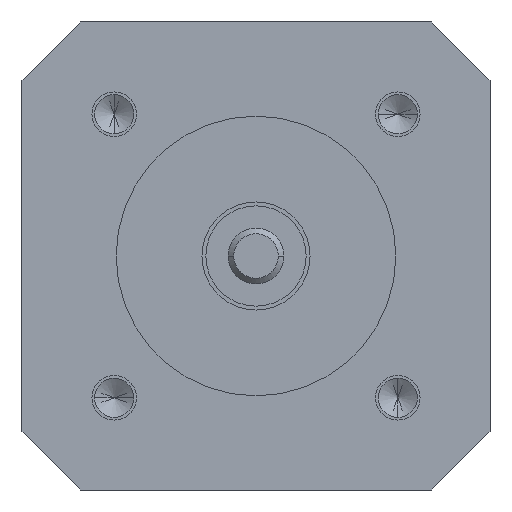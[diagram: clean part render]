
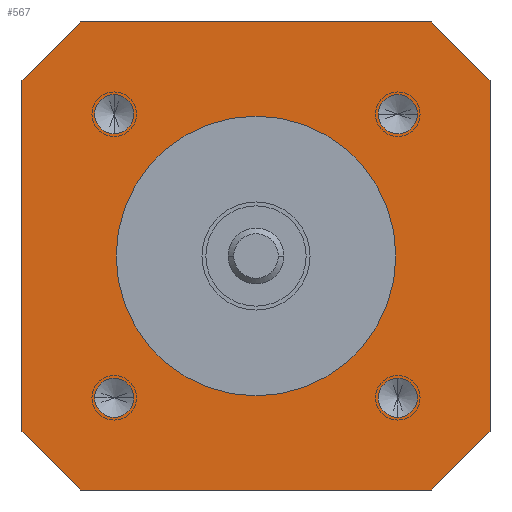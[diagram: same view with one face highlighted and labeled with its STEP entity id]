
A CAD part, front view. The second image highlights one B-rep face of the part: STEP entity #567.
In plain terms, the highlighted planar face has unit normal (0, -1, 0).
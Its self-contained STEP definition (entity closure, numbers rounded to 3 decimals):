
#2=DIRECTION('',(-0.707,0.,0.707));
#3=VECTOR('',#2,7.397);
#4=CARTESIAN_POINT('',(-15.77,0.,-21.));
#5=LINE('',#4,#3);
#6=DIRECTION('',(0.,0.,1.));
#7=VECTOR('',#6,31.539);
#8=CARTESIAN_POINT('',(-21.,0.,-15.77));
#9=LINE('',#8,#7);
#10=DIRECTION('',(0.707,0.,0.707));
#11=VECTOR('',#10,7.397);
#12=CARTESIAN_POINT('',(-21.,0.,15.77));
#13=LINE('',#12,#11);
#14=DIRECTION('',(1.,0.,0.));
#15=VECTOR('',#14,31.539);
#16=CARTESIAN_POINT('',(-15.77,0.,21.));
#17=LINE('',#16,#15);
#18=DIRECTION('',(0.707,0.,-0.707));
#19=VECTOR('',#18,7.397);
#20=CARTESIAN_POINT('',(15.77,0.,21.));
#21=LINE('',#20,#19);
#22=DIRECTION('',(0.,0.,-1.));
#23=VECTOR('',#22,31.539);
#24=CARTESIAN_POINT('',(21.,0.,15.77));
#25=LINE('',#24,#23);
#26=DIRECTION('',(-0.707,0.,-0.707));
#27=VECTOR('',#26,7.397);
#28=CARTESIAN_POINT('',(21.,0.,-15.77));
#29=LINE('',#28,#27);
#30=DIRECTION('',(-1.,0.,0.));
#31=VECTOR('',#30,31.539);
#32=CARTESIAN_POINT('',(15.77,0.,-21.));
#33=LINE('',#32,#31);
#34=CARTESIAN_POINT('',(0.,0.,0.));
#35=DIRECTION('',(0.,-1.,0.));
#36=DIRECTION('',(1.,0.,0.));
#37=AXIS2_PLACEMENT_3D('',#34,#35,#36);
#39=CARTESIAN_POINT('',(0.,0.,0.));
#40=DIRECTION('',(0.,-1.,0.));
#41=DIRECTION('',(-1.,0.,0.));
#42=AXIS2_PLACEMENT_3D('',#39,#40,#41);
#44=CARTESIAN_POINT('',(12.728,0.,12.728));
#45=DIRECTION('',(0.,-1.,0.));
#46=DIRECTION('',(-1.,0.,0.));
#47=AXIS2_PLACEMENT_3D('',#44,#45,#46);
#49=CARTESIAN_POINT('',(12.728,0.,12.728));
#50=DIRECTION('',(0.,-1.,0.));
#51=DIRECTION('',(1.,0.,0.));
#52=AXIS2_PLACEMENT_3D('',#49,#50,#51);
#54=CARTESIAN_POINT('',(-12.728,0.,12.728));
#55=DIRECTION('',(0.,-1.,0.));
#56=DIRECTION('',(0.,0.,-1.));
#57=AXIS2_PLACEMENT_3D('',#54,#55,#56);
#59=CARTESIAN_POINT('',(-12.728,0.,12.728));
#60=DIRECTION('',(0.,-1.,0.));
#61=DIRECTION('',(0.,0.,1.));
#62=AXIS2_PLACEMENT_3D('',#59,#60,#61);
#64=CARTESIAN_POINT('',(-12.728,0.,-12.728));
#65=DIRECTION('',(0.,-1.,0.));
#66=DIRECTION('',(1.,0.,0.));
#67=AXIS2_PLACEMENT_3D('',#64,#65,#66);
#69=CARTESIAN_POINT('',(-12.728,0.,-12.728));
#70=DIRECTION('',(0.,-1.,0.));
#71=DIRECTION('',(-1.,0.,0.));
#72=AXIS2_PLACEMENT_3D('',#69,#70,#71);
#74=CARTESIAN_POINT('',(12.728,0.,-12.728));
#75=DIRECTION('',(0.,-1.,0.));
#76=DIRECTION('',(0.,0.,1.));
#77=AXIS2_PLACEMENT_3D('',#74,#75,#76);
#79=CARTESIAN_POINT('',(12.728,0.,-12.728));
#80=DIRECTION('',(0.,-1.,0.));
#81=DIRECTION('',(0.,0.,-1.));
#82=AXIS2_PLACEMENT_3D('',#79,#80,#81);
#394=CARTESIAN_POINT('',(-15.77,0.,-21.));
#395=CARTESIAN_POINT('',(-21.,0.,-15.77));
#396=VERTEX_POINT('',#394);
#397=VERTEX_POINT('',#395);
#398=CARTESIAN_POINT('',(-21.,0.,15.77));
#399=VERTEX_POINT('',#398);
#400=CARTESIAN_POINT('',(-15.77,0.,21.));
#401=VERTEX_POINT('',#400);
#402=CARTESIAN_POINT('',(15.77,0.,21.));
#403=VERTEX_POINT('',#402);
#404=CARTESIAN_POINT('',(21.,0.,15.77));
#405=VERTEX_POINT('',#404);
#406=CARTESIAN_POINT('',(21.,0.,-15.77));
#407=VERTEX_POINT('',#406);
#408=CARTESIAN_POINT('',(15.77,0.,-21.));
#409=VERTEX_POINT('',#408);
#462=CARTESIAN_POINT('',(12.55,0.,0.));
#463=CARTESIAN_POINT('',(-12.55,0.,0.));
#464=VERTEX_POINT('',#462);
#465=VERTEX_POINT('',#463);
#480=CARTESIAN_POINT('',(10.978,0.,12.728));
#481=CARTESIAN_POINT('',(14.478,0.,12.728));
#482=VERTEX_POINT('',#480);
#483=VERTEX_POINT('',#481);
#490=CARTESIAN_POINT('',(-12.728,0.,10.978));
#491=CARTESIAN_POINT('',(-12.728,0.,14.478));
#492=VERTEX_POINT('',#490);
#493=VERTEX_POINT('',#491);
#500=CARTESIAN_POINT('',(-10.978,0.,-12.728));
#501=CARTESIAN_POINT('',(-14.478,0.,-12.728));
#502=VERTEX_POINT('',#500);
#503=VERTEX_POINT('',#501);
#510=CARTESIAN_POINT('',(12.728,0.,-10.978));
#511=CARTESIAN_POINT('',(12.728,0.,-14.478));
#512=VERTEX_POINT('',#510);
#513=VERTEX_POINT('',#511);
#514=CARTESIAN_POINT('',(0.,0.,0.));
#515=DIRECTION('',(0.,1.,0.));
#516=DIRECTION('',(1.,0.,0.));
#517=AXIS2_PLACEMENT_3D('',#514,#515,#516);
#518=PLANE('',#517);
#520=ORIENTED_EDGE('',*,*,#519,.T.);
#522=ORIENTED_EDGE('',*,*,#521,.T.);
#524=ORIENTED_EDGE('',*,*,#523,.T.);
#526=ORIENTED_EDGE('',*,*,#525,.T.);
#528=ORIENTED_EDGE('',*,*,#527,.T.);
#530=ORIENTED_EDGE('',*,*,#529,.T.);
#532=ORIENTED_EDGE('',*,*,#531,.T.);
#534=ORIENTED_EDGE('',*,*,#533,.T.);
#535=EDGE_LOOP('',(#520,#522,#524,#526,#528,#530,#532,#534));
#536=FACE_OUTER_BOUND('',#535,.F.);
#538=ORIENTED_EDGE('',*,*,#537,.T.);
#540=ORIENTED_EDGE('',*,*,#539,.T.);
#541=EDGE_LOOP('',(#538,#540));
#542=FACE_BOUND('',#541,.F.);
#544=ORIENTED_EDGE('',*,*,#543,.T.);
#546=ORIENTED_EDGE('',*,*,#545,.T.);
#547=EDGE_LOOP('',(#544,#546));
#548=FACE_BOUND('',#547,.F.);
#550=ORIENTED_EDGE('',*,*,#549,.T.);
#552=ORIENTED_EDGE('',*,*,#551,.T.);
#553=EDGE_LOOP('',(#550,#552));
#554=FACE_BOUND('',#553,.F.);
#556=ORIENTED_EDGE('',*,*,#555,.T.);
#558=ORIENTED_EDGE('',*,*,#557,.T.);
#559=EDGE_LOOP('',(#556,#558));
#560=FACE_BOUND('',#559,.F.);
#562=ORIENTED_EDGE('',*,*,#561,.T.);
#564=ORIENTED_EDGE('',*,*,#563,.T.);
#565=EDGE_LOOP('',(#562,#564));
#566=FACE_BOUND('',#565,.F.);
#567=ADVANCED_FACE('',(#536,#542,#548,#554,#560,#566),#518,.F.);
#38=CIRCLE('',#37,12.55);
#43=CIRCLE('',#42,12.55);
#48=CIRCLE('',#47,1.75);
#53=CIRCLE('',#52,1.75);
#58=CIRCLE('',#57,1.75);
#63=CIRCLE('',#62,1.75);
#68=CIRCLE('',#67,1.75);
#73=CIRCLE('',#72,1.75);
#78=CIRCLE('',#77,1.75);
#83=CIRCLE('',#82,1.75);
#519=EDGE_CURVE('',#396,#397,#5,.T.);
#521=EDGE_CURVE('',#397,#399,#9,.T.);
#523=EDGE_CURVE('',#399,#401,#13,.T.);
#525=EDGE_CURVE('',#401,#403,#17,.T.);
#527=EDGE_CURVE('',#403,#405,#21,.T.);
#529=EDGE_CURVE('',#405,#407,#25,.T.);
#531=EDGE_CURVE('',#407,#409,#29,.T.);
#533=EDGE_CURVE('',#409,#396,#33,.T.);
#537=EDGE_CURVE('',#464,#465,#38,.T.);
#539=EDGE_CURVE('',#465,#464,#43,.T.);
#543=EDGE_CURVE('',#482,#483,#48,.T.);
#545=EDGE_CURVE('',#483,#482,#53,.T.);
#549=EDGE_CURVE('',#492,#493,#58,.T.);
#551=EDGE_CURVE('',#493,#492,#63,.T.);
#555=EDGE_CURVE('',#502,#503,#68,.T.);
#557=EDGE_CURVE('',#503,#502,#73,.T.);
#561=EDGE_CURVE('',#512,#513,#78,.T.);
#563=EDGE_CURVE('',#513,#512,#83,.T.);
